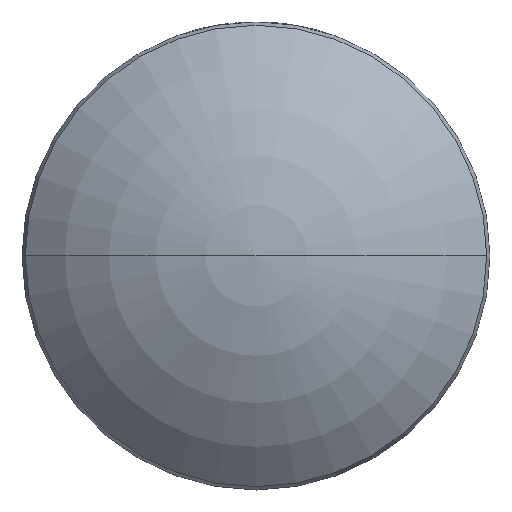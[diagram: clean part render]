
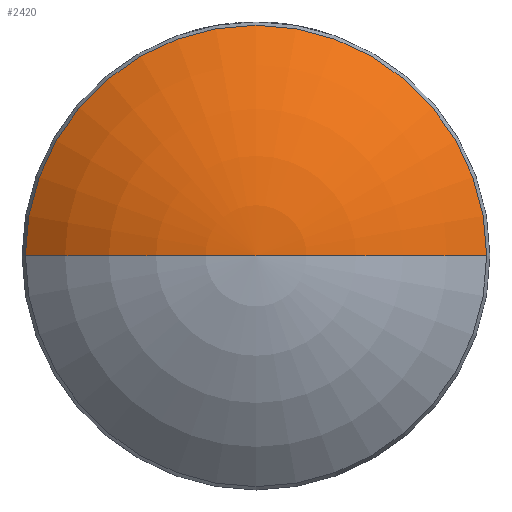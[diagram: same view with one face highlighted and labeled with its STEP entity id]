
A CAD part, top view. The second image highlights one B-rep face of the part: STEP entity #2420.
In plain terms, the highlighted toroidal (fillet/blend) face has major radius 0.006 mm and minor radius 18.4 mm.
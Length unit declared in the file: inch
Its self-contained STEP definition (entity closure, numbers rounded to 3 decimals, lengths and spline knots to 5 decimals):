
#38 = DIRECTION ( 'NONE',  ( -1., 0., 0. ) ) ;
#158 = DIRECTION ( 'NONE',  ( 0., -1., 0. ) ) ;
#168 = AXIS2_PLACEMENT_3D ( 'NONE', #1304, #158, #612 ) ;
#184 = AXIS2_PLACEMENT_3D ( 'NONE', #520, #2121, #2603 ) ;
#291 = CARTESIAN_POINT ( 'NONE',  ( 0.00041, 0.41368, 0.71858 ) ) ;
#305 = EDGE_CURVE ( 'NONE', #2749, #561, #713, .T. ) ;
#396 = ORIENTED_EDGE ( 'NONE', *, *, #455, .T. ) ;
#455 = EDGE_CURVE ( 'NONE', #561, #2004, #2767, .T. ) ;
#520 = CARTESIAN_POINT ( 'NONE',  ( 0.49335, 0.41368, 0.18753 ) ) ;
#532 = CARTESIAN_POINT ( 'NONE',  ( 0.49335, 0.41368, 0.71858 ) ) ;
#561 = VERTEX_POINT ( 'NONE', #1279 ) ;
#612 = DIRECTION ( 'NONE',  ( 0., 0., -1. ) ) ;
#713 = CIRCLE ( 'NONE', #2695, 0.72441 ) ;
#952 = CARTESIAN_POINT ( 'NONE',  ( 0.49335, 0.41368, 0.91194 ) ) ;
#971 = DIRECTION ( 'NONE',  ( 0., 1., 0. ) ) ;
#1019 = DIRECTION ( 'NONE',  ( 0., 0., 1. ) ) ;
#1148 = AXIS2_PLACEMENT_3D ( 'NONE', #532, #1019, #1480 ) ;
#1242 = EDGE_CURVE ( 'NONE', #2749, #2004, #2452, .T. ) ;
#1279 = CARTESIAN_POINT ( 'NONE',  ( 0.98629, 0.41368, 0.71858 ) ) ;
#1298 = FACE_OUTER_BOUND ( 'NONE', #1772, .T. ) ;
#1304 = CARTESIAN_POINT ( 'NONE',  ( 0.49311, 0.41368, 0.18753 ) ) ;
#1480 = DIRECTION ( 'NONE',  ( -1., 0., 0. ) ) ;
#1509 = TOROIDAL_SURFACE ( 'NONE', #184, 0.00024, 0.72441 ) ;
#1657 = CARTESIAN_POINT ( 'NONE',  ( 0.49358, 0.41368, 0.18753 ) ) ;
#1772 = EDGE_LOOP ( 'NONE', ( #2450, #1842, #396 ) ) ;
#1842 = ORIENTED_EDGE ( 'NONE', *, *, #305, .T. ) ;
#2004 = VERTEX_POINT ( 'NONE', #291 ) ;
#2121 = DIRECTION ( 'NONE',  ( 0., 0., -1. ) ) ;
#2420 = ADVANCED_FACE ( 'NONE', ( #1298 ), #1509, .T. ) ;
#2450 = ORIENTED_EDGE ( 'NONE', *, *, #1242, .F. ) ;
#2452 = CIRCLE ( 'NONE', #168, 0.72441 ) ;
#2603 = DIRECTION ( 'NONE',  ( -1., 0., 0. ) ) ;
#2695 = AXIS2_PLACEMENT_3D ( 'NONE', #1657, #971, #38 ) ;
#2749 = VERTEX_POINT ( 'NONE', #952 ) ;
#2767 = CIRCLE ( 'NONE', #1148, 0.49294 ) ;
